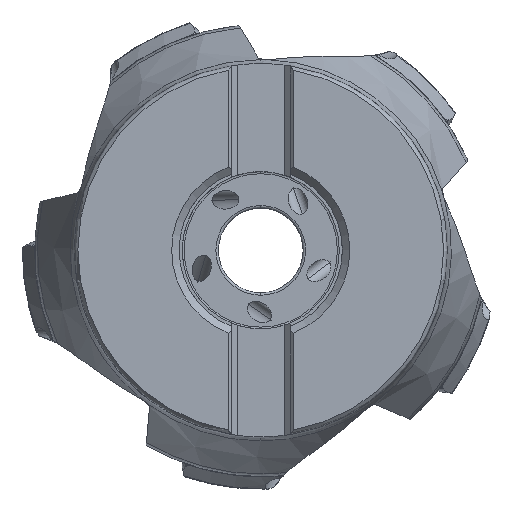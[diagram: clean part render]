
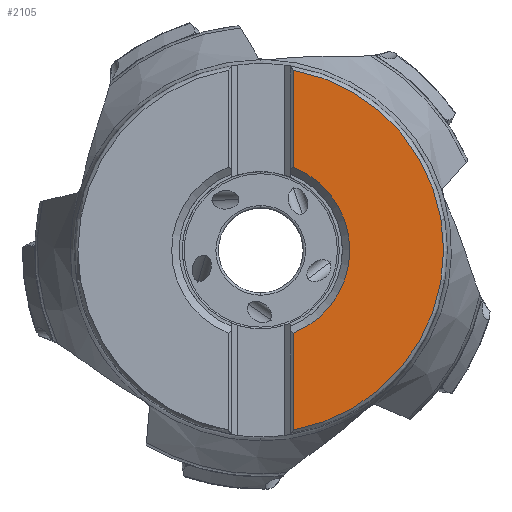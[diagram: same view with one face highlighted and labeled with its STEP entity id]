
A CAD part, top view. The second image highlights one B-rep face of the part: STEP entity #2105.
In plain terms, the highlighted planar face has unit normal (0, 0, 1).
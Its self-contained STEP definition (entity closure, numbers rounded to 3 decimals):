
#166=PLANE('',#13403);
#689=LINE('',#20860,#1247);
#690=LINE('',#20864,#1248);
#1247=VECTOR('',#15337,1.);
#1248=VECTOR('',#15340,1.);
#2105=ADVANCED_FACE('',(#2879),#166,.F.);
#2879=FACE_OUTER_BOUND('',#3585,.T.);
#3585=EDGE_LOOP('',(#5595,#5596,#5597,#5598,#5599));
#4301=CIRCLE('',#13399,29.563);
#4302=CIRCLE('',#13400,29.563);
#4303=CIRCLE('',#13402,14.4);
#5595=ORIENTED_EDGE('',*,*,#10773,.F.);
#5596=ORIENTED_EDGE('',*,*,#10774,.F.);
#5597=ORIENTED_EDGE('',*,*,#10775,.F.);
#5598=ORIENTED_EDGE('',*,*,#10772,.F.);
#5599=ORIENTED_EDGE('',*,*,#10771,.F.);
#9334=VERTEX_POINT('',#20831);
#9337=VERTEX_POINT('',#20855);
#9338=VERTEX_POINT('',#20857);
#9339=VERTEX_POINT('',#20861);
#9340=VERTEX_POINT('',#20863);
#10771=EDGE_CURVE('',#9337,#9338,#4301,.T.);
#10772=EDGE_CURVE('',#9338,#9334,#4302,.T.);
#10773=EDGE_CURVE('',#9339,#9337,#689,.T.);
#10774=EDGE_CURVE('',#9340,#9339,#4303,.T.);
#10775=EDGE_CURVE('',#9334,#9340,#690,.T.);
#13399=AXIS2_PLACEMENT_3D('',#20856,#15331,#15332);
#13400=AXIS2_PLACEMENT_3D('',#20858,#15333,#15334);
#13402=AXIS2_PLACEMENT_3D('',#20862,#15338,#15339);
#13403=AXIS2_PLACEMENT_3D('',#20865,#15341,#15342);
#15331=DIRECTION('',(0.,0.,-1.));
#15332=DIRECTION('',(0.178,0.984,0.));
#15333=DIRECTION('',(0.,0.,-1.));
#15334=DIRECTION('',(1.,-0.002,0.));
#15337=DIRECTION('',(0.,1.,0.));
#15338=DIRECTION('',(0.,0.,1.));
#15339=DIRECTION('',(0.365,-0.931,0.));
#15340=DIRECTION('',(0.,1.,0.));
#15341=DIRECTION('',(0.,0.,-1.));
#15342=DIRECTION('',(1.,0.,0.));
#20831=CARTESIAN_POINT('',(5.262,-29.09,0.));
#20855=CARTESIAN_POINT('',(5.262,29.09,0.));
#20856=CARTESIAN_POINT('',(0.,0.,0.));
#20857=CARTESIAN_POINT('',(29.562,-0.067,0.));
#20858=CARTESIAN_POINT('',(0.,0.,0.));
#20860=CARTESIAN_POINT('',(5.263,13.404,0.));
#20861=CARTESIAN_POINT('',(5.263,13.404,0.));
#20862=CARTESIAN_POINT('',(0.,0.,0.));
#20863=CARTESIAN_POINT('',(5.263,-13.404,0.));
#20864=CARTESIAN_POINT('',(5.263,-29.09,0.));
#20865=CARTESIAN_POINT('',(50.,46.315,0.));
